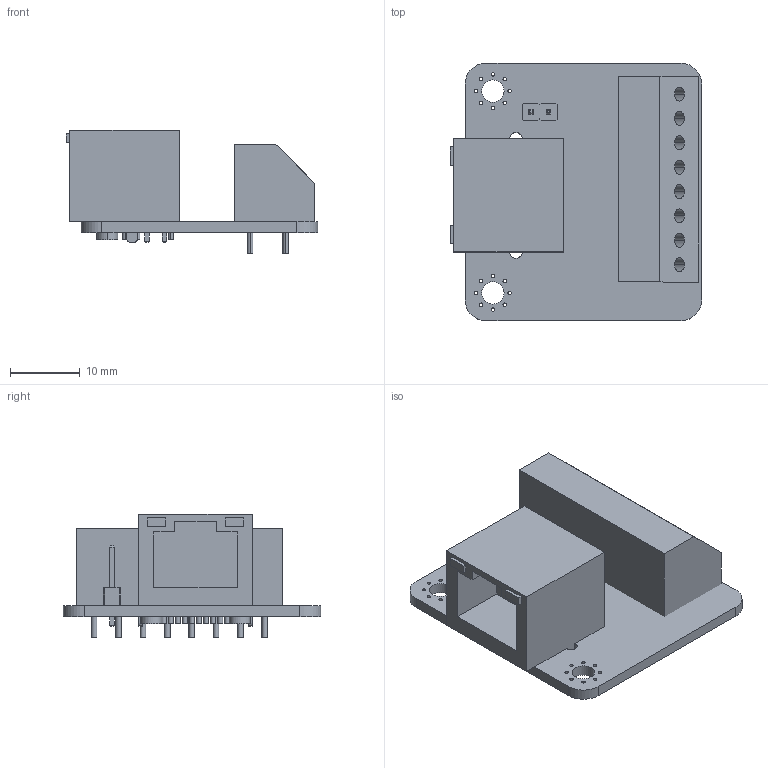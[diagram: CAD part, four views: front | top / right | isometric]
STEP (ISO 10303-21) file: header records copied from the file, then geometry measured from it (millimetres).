
FILE_DESCRIPTION(('KiCad electronic assembly'),'2;1');
FILE_NAME('rj45-screw-terminals.step','2024-09-22T17:44:12',('Pcbnew'),( 'Kicad'),'Open CASCADE STEP processor 7.8','KiCad to STEP converter' ,'Unknown');
FILE_SCHEMA(('AUTOMOTIVE_DESIGN { 1 0 10303 214 1 1 1 1 }'));
Length unit declared in the file: millimetre
Products named in the file (8): rj45-screw-terminals 1; R-RJ45R08P-C000; PinHeader_1x02_P2.54mm_Vertical; PinHeader_1x02_P254mm_Vertical; MX250-3_5-08P-B-GY01-Cu-A; rj45-screw-terminals_PCB
Assembly tree (7 placements, depth 3):
  rj45-screw-terminals 1
    R-RJ45R08P-C000
      R-RJ45R08P-C000
    PinHeader_1x02_P2.54mm_Vertical
      PinHeader_1x02_P254mm_Vertical
    MX250-3_5-08P-B-GY01-Cu-A
      MX250-3_5-08P-B-GY01-Cu-A
    rj45-screw-terminals_PCB
Bounding box: 36.12 x 37 x 17.75 mm (x, y, z)
Volume: 8089.3 mm3; surface area: 6663.8 mm2
Topology: 4 solids, 4 shells, 240 faces, 569 edges, 374 vertices
Faces by surface type: plane 128, cylinder 112
Full cylindrical faces by diameter (mm): 0.5 x16, 0.89 x12, 1 x10, 1.8 x2, 3.2 x2, 3.25 x2
Entity records: 7651 total; most frequent: DIRECTION 1289, CARTESIAN_POINT 1191, ORIENTED_EDGE 1138, EDGE_CURVE 569, AXIS2_PLACEMENT_3D 472, VERTEX_POINT 374, FACE_BOUND 365, EDGE_LOOP 365
